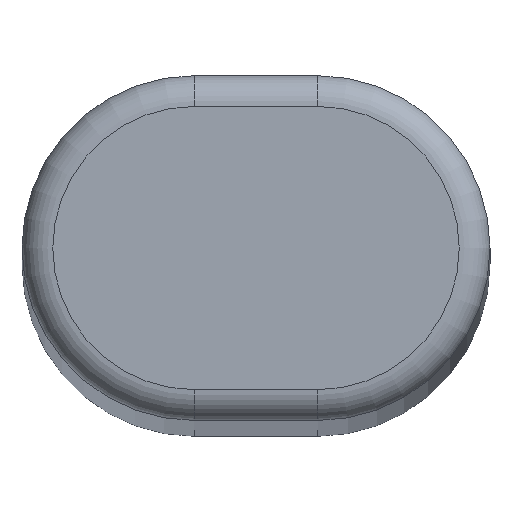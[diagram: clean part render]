
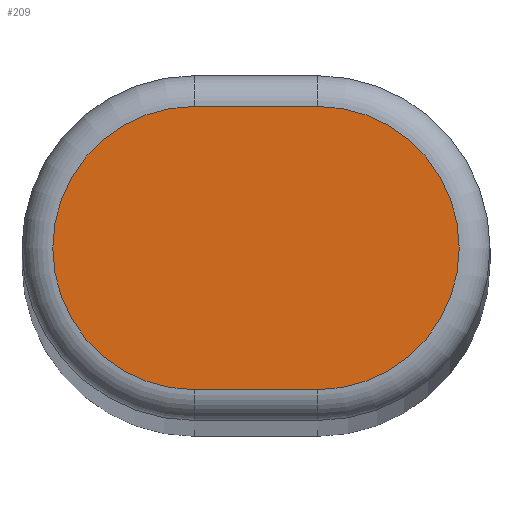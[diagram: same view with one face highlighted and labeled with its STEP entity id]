
A CAD part, top view. The second image highlights one B-rep face of the part: STEP entity #209.
In plain terms, the highlighted planar face has unit normal (0, 0, 1).
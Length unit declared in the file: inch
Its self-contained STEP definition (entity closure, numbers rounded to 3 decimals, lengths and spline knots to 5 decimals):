
#17=PLANE('',#253);
#27=LINE('',#376,#39);
#28=LINE('',#382,#40);
#39=VECTOR('',#311,0.3937);
#40=VECTOR('',#320,0.3937);
#61=FACE_OUTER_BOUND('',#75,.T.);
#75=EDGE_LOOP('',(#185,#186,#187,#188));
#89=CIRCLE('',#245,0.575);
#92=CIRCLE('',#250,0.575);
#104=VERTEX_POINT('',#366);
#106=VERTEX_POINT('',#370);
#107=VERTEX_POINT('',#374);
#108=VERTEX_POINT('',#378);
#129=EDGE_CURVE('',#106,#104,#89,.T.);
#131=EDGE_CURVE('',#107,#106,#27,.T.);
#133=EDGE_CURVE('',#108,#107,#92,.T.);
#134=EDGE_CURVE('',#104,#108,#28,.T.);
#185=ORIENTED_EDGE('',*,*,#129,.F.);
#186=ORIENTED_EDGE('',*,*,#131,.F.);
#187=ORIENTED_EDGE('',*,*,#133,.F.);
#188=ORIENTED_EDGE('',*,*,#134,.F.);
#209=ADVANCED_FACE('',(#61),#17,.T.);
#245=AXIS2_PLACEMENT_3D('',#372,#305,#306);
#250=AXIS2_PLACEMENT_3D('',#380,#316,#317);
#253=AXIS2_PLACEMENT_3D('',#386,#325,#326);
#305=DIRECTION('center_axis',(0.,0.,-1.));
#306=DIRECTION('ref_axis',(1.,0.,0.));
#311=DIRECTION('',(1.,0.,0.));
#316=DIRECTION('center_axis',(0.,0.,-1.));
#317=DIRECTION('ref_axis',(-1.,0.,0.));
#320=DIRECTION('',(-1.,0.,0.));
#325=DIRECTION('center_axis',(0.,0.,1.));
#326=DIRECTION('ref_axis',(1.,0.,0.));
#366=CARTESIAN_POINT('',(0.59948,5.59757,37.));
#370=CARTESIAN_POINT('',(0.59948,6.74757,37.));
#372=CARTESIAN_POINT('Origin',(0.59948,6.17257,37.));
#374=CARTESIAN_POINT('',(0.09948,6.74757,37.));
#376=CARTESIAN_POINT('',(0.47448,6.74757,37.));
#378=CARTESIAN_POINT('',(0.09948,5.59757,37.));
#380=CARTESIAN_POINT('Origin',(0.09948,6.17257,37.));
#382=CARTESIAN_POINT('',(0.22448,5.59757,37.));
#386=CARTESIAN_POINT('Origin',(0.34948,6.17257,37.));
